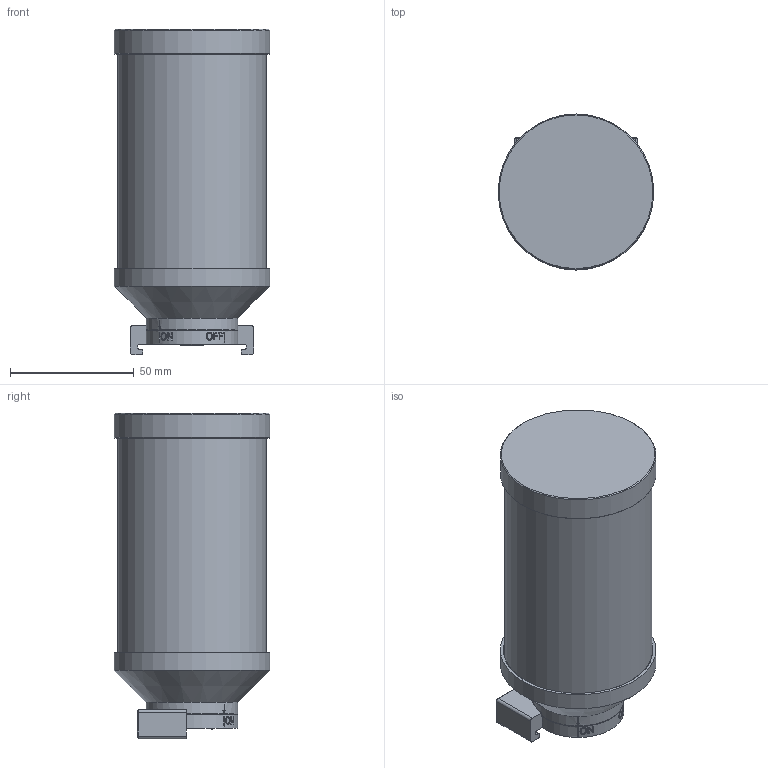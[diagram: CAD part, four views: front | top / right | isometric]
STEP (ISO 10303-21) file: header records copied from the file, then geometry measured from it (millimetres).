
FILE_DESCRIPTION(/* description */ (''),/* implementation_level */ '2;1');
FILE_NAME(/* name */ 'powder_hopper_beta2.step',/* time_stamp */ '2023-09-22T00:15:42+12:00',/* author */ (''),/* organization */ (''),/* preprocessor_version */ 'ST-DEVELOPER v20',/* originating_system */ 'Autodesk Translation Framework v12.9.0.99',/* authorisation */ '');
FILE_SCHEMA (('AUTOMOTIVE_DESIGN { 1 0 10303 214 3 1 1 }'));
Length unit declared in the file: millimetre
Products named in the file (5): powder_hopper; hopper; rear_body_interface; PWF3; M3x8 BHCS
Assembly tree (5 placements, depth 2):
  powder_hopper
    hopper
    rear_body_interface
    PWF3  x2
    M3x8 BHCS
Bounding box: 63 x 63 x 131.7 mm (x, y, z)
Volume: 59379.6 mm3; surface area: 67303.7 mm2
Topology: 7 solids, 7 shells, 281 faces, 673 edges, 423 vertices
Faces by surface type: plane 105, bspline 77, cylinder 58, cone 34, torus 7
Full cylindrical faces by diameter (mm): 2.8 x1, 3 x1, 3.2 x2, 3.4 x1, 6 x2, 6.3 x1, 37 x1, 55.4 x1, 56.4 x1, 58.4 x3, 60 x1, 60.16 x2, 63 x2
Entity records: 10554 total; most frequent: CARTESIAN_POINT 4366, ORIENTED_EDGE 1328, DIRECTION 1076, EDGE_CURVE 664, VERTEX_POINT 419, AXIS2_PLACEMENT_3D 370, LINE 336, VECTOR 336
